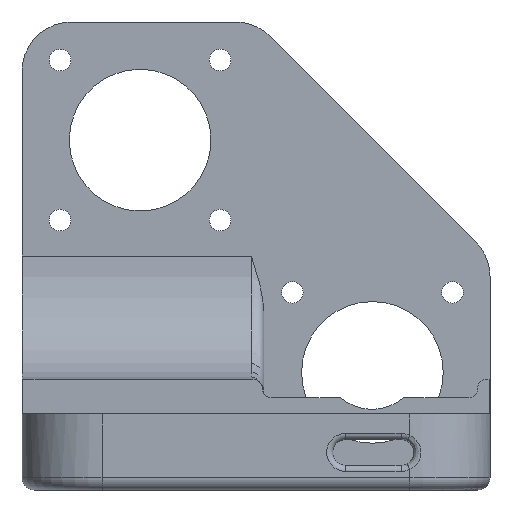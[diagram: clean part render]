
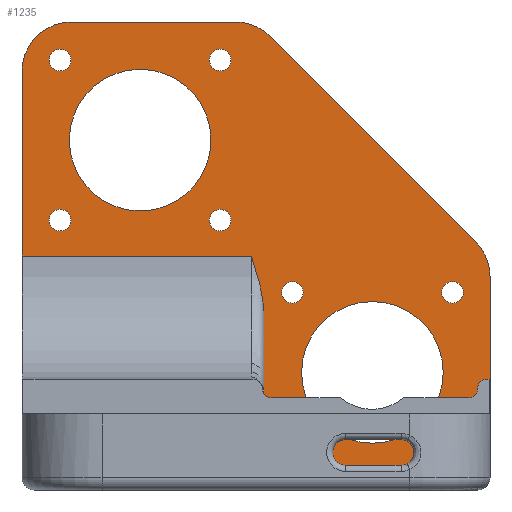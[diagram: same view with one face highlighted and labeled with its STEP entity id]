
A CAD part, front view. The second image highlights one B-rep face of the part: STEP entity #1235.
In plain terms, the highlighted planar face has unit normal (0, -1, 0).
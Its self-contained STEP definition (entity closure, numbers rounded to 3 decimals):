
#75=FACE_BOUND('',#338,.T.);
#76=FACE_BOUND('',#339,.T.);
#77=FACE_BOUND('',#340,.T.);
#78=FACE_BOUND('',#341,.T.);
#79=FACE_BOUND('',#342,.T.);
#80=FACE_BOUND('',#343,.T.);
#81=FACE_BOUND('',#344,.T.);
#82=FACE_BOUND('',#345,.T.);
#83=FACE_BOUND('',#346,.T.);
#84=FACE_BOUND('',#347,.T.);
#142=CIRCLE('',#1312,2.);
#169=CIRCLE('',#1359,8.);
#170=CIRCLE('',#1362,8.);
#171=CIRCLE('',#1363,8.);
#172=CIRCLE('',#1364,1.75);
#173=CIRCLE('',#1365,1.75);
#174=CIRCLE('',#1366,1.75);
#175=CIRCLE('',#1367,1.75);
#176=CIRCLE('',#1368,1.75);
#177=CIRCLE('',#1369,1.75);
#178=CIRCLE('',#1370,1.75);
#179=CIRCLE('',#1371,1.75);
#180=CIRCLE('',#1372,11.5);
#181=CIRCLE('',#1373,11.5);
#273=FACE_OUTER_BOUND('',#337,.T.);
#337=EDGE_LOOP('',(#991,#992,#993,#994,#995,#996,#997,#998,#999,#1000,#1001,
#1002,#1003));
#338=EDGE_LOOP('',(#1004));
#339=EDGE_LOOP('',(#1005));
#340=EDGE_LOOP('',(#1006));
#341=EDGE_LOOP('',(#1007));
#342=EDGE_LOOP('',(#1008));
#343=EDGE_LOOP('',(#1009));
#344=EDGE_LOOP('',(#1010));
#345=EDGE_LOOP('',(#1011));
#346=EDGE_LOOP('',(#1012));
#347=EDGE_LOOP('',(#1013));
#394=LINE('',#1896,#478);
#410=LINE('',#1971,#494);
#424=LINE('',#2022,#508);
#437=LINE('',#2132,#521);
#440=LINE('',#2139,#524);
#441=LINE('',#2143,#525);
#442=LINE('',#2145,#526);
#443=LINE('',#2151,#527);
#478=VECTOR('',#1466,10.);
#494=VECTOR('',#1516,10.);
#508=VECTOR('',#1568,10.);
#521=VECTOR('',#1645,10.);
#524=VECTOR('',#1652,10.);
#525=VECTOR('',#1655,10.);
#526=VECTOR('',#1656,10.);
#527=VECTOR('',#1657,10.);
#565=B_SPLINE_CURVE_WITH_KNOTS('',3,(#2147,#2148,#2149,#2150),
 .UNSPECIFIED.,.F.,.F.,(4,4),(0.,0.889),.UNSPECIFIED.);
#568=VERTEX_POINT('',#1893);
#569=VERTEX_POINT('',#1895);
#594=VERTEX_POINT('',#1970);
#597=VERTEX_POINT('',#1978);
#612=VERTEX_POINT('',#2021);
#626=VERTEX_POINT('',#2125);
#627=VERTEX_POINT('',#2127);
#628=VERTEX_POINT('',#2131);
#630=VERTEX_POINT('',#2138);
#631=VERTEX_POINT('',#2140);
#632=VERTEX_POINT('',#2142);
#633=VERTEX_POINT('',#2144);
#634=VERTEX_POINT('',#2146);
#635=VERTEX_POINT('',#2152);
#636=VERTEX_POINT('',#2154);
#637=VERTEX_POINT('',#2156);
#638=VERTEX_POINT('',#2158);
#639=VERTEX_POINT('',#2160);
#640=VERTEX_POINT('',#2162);
#641=VERTEX_POINT('',#2164);
#642=VERTEX_POINT('',#2166);
#643=VERTEX_POINT('',#2168);
#644=VERTEX_POINT('',#2170);
#676=EDGE_CURVE('',#569,#568,#394,.T.);
#706=EDGE_CURVE('',#594,#569,#410,.T.);
#711=EDGE_CURVE('',#597,#568,#142,.T.);
#732=EDGE_CURVE('',#612,#597,#424,.T.);
#761=EDGE_CURVE('',#626,#627,#169,.T.);
#763=EDGE_CURVE('',#627,#628,#437,.T.);
#766=EDGE_CURVE('',#628,#612,#170,.T.);
#767=EDGE_CURVE('',#630,#626,#440,.T.);
#768=EDGE_CURVE('',#631,#630,#171,.T.);
#769=EDGE_CURVE('',#632,#631,#441,.T.);
#770=EDGE_CURVE('',#633,#632,#442,.T.);
#771=EDGE_CURVE('',#634,#633,#565,.F.);
#772=EDGE_CURVE('',#634,#594,#443,.T.);
#773=EDGE_CURVE('',#635,#635,#172,.T.);
#774=EDGE_CURVE('',#636,#636,#173,.T.);
#775=EDGE_CURVE('',#637,#637,#174,.T.);
#776=EDGE_CURVE('',#638,#638,#175,.T.);
#777=EDGE_CURVE('',#639,#639,#176,.T.);
#778=EDGE_CURVE('',#640,#640,#177,.T.);
#779=EDGE_CURVE('',#641,#641,#178,.T.);
#780=EDGE_CURVE('',#642,#642,#179,.T.);
#781=EDGE_CURVE('',#643,#643,#180,.T.);
#782=EDGE_CURVE('',#644,#644,#181,.T.);
#991=ORIENTED_EDGE('',*,*,#732,.F.);
#992=ORIENTED_EDGE('',*,*,#766,.F.);
#993=ORIENTED_EDGE('',*,*,#763,.F.);
#994=ORIENTED_EDGE('',*,*,#761,.F.);
#995=ORIENTED_EDGE('',*,*,#767,.F.);
#996=ORIENTED_EDGE('',*,*,#768,.F.);
#997=ORIENTED_EDGE('',*,*,#769,.F.);
#998=ORIENTED_EDGE('',*,*,#770,.F.);
#999=ORIENTED_EDGE('',*,*,#771,.F.);
#1000=ORIENTED_EDGE('',*,*,#772,.T.);
#1001=ORIENTED_EDGE('',*,*,#706,.T.);
#1002=ORIENTED_EDGE('',*,*,#676,.T.);
#1003=ORIENTED_EDGE('',*,*,#711,.F.);
#1004=ORIENTED_EDGE('',*,*,#773,.F.);
#1005=ORIENTED_EDGE('',*,*,#774,.F.);
#1006=ORIENTED_EDGE('',*,*,#775,.F.);
#1007=ORIENTED_EDGE('',*,*,#776,.F.);
#1008=ORIENTED_EDGE('',*,*,#777,.F.);
#1009=ORIENTED_EDGE('',*,*,#778,.F.);
#1010=ORIENTED_EDGE('',*,*,#779,.F.);
#1011=ORIENTED_EDGE('',*,*,#780,.F.);
#1012=ORIENTED_EDGE('',*,*,#781,.F.);
#1013=ORIENTED_EDGE('',*,*,#782,.F.);
#1193=PLANE('',#1361);
#1235=ADVANCED_FACE('',(#273,#75,#76,#77,#78,#79,#80,#81,#82,#83,#84),#1193,
 .F.);
#1312=AXIS2_PLACEMENT_3D('',#1980,#1524,#1525);
#1359=AXIS2_PLACEMENT_3D('',#2128,#1640,#1641);
#1361=AXIS2_PLACEMENT_3D('',#2136,#1648,#1649);
#1362=AXIS2_PLACEMENT_3D('',#2137,#1650,#1651);
#1363=AXIS2_PLACEMENT_3D('',#2141,#1653,#1654);
#1364=AXIS2_PLACEMENT_3D('',#2153,#1658,#1659);
#1365=AXIS2_PLACEMENT_3D('',#2155,#1660,#1661);
#1366=AXIS2_PLACEMENT_3D('',#2157,#1662,#1663);
#1367=AXIS2_PLACEMENT_3D('',#2159,#1664,#1665);
#1368=AXIS2_PLACEMENT_3D('',#2161,#1666,#1667);
#1369=AXIS2_PLACEMENT_3D('',#2163,#1668,#1669);
#1370=AXIS2_PLACEMENT_3D('',#2165,#1670,#1671);
#1371=AXIS2_PLACEMENT_3D('',#2167,#1672,#1673);
#1372=AXIS2_PLACEMENT_3D('',#2169,#1674,#1675);
#1373=AXIS2_PLACEMENT_3D('',#2171,#1676,#1677);
#1466=DIRECTION('',(0.,0.,-1.));
#1516=DIRECTION('',(1.,0.,0.));
#1524=DIRECTION('center_axis',(0.,1.,0.));
#1525=DIRECTION('ref_axis',(0.707,0.,-0.707));
#1568=DIRECTION('',(0.,0.,-1.));
#1640=DIRECTION('center_axis',(0.,1.,0.));
#1641=DIRECTION('ref_axis',(0.383,0.,0.924));
#1645=DIRECTION('',(0.707,0.,-0.707));
#1648=DIRECTION('center_axis',(0.,1.,0.));
#1649=DIRECTION('ref_axis',(0.,0.,1.));
#1650=DIRECTION('center_axis',(0.,1.,0.));
#1651=DIRECTION('ref_axis',(0.924,0.,0.383));
#1652=DIRECTION('',(1.,0.,0.));
#1653=DIRECTION('center_axis',(0.,1.,0.));
#1654=DIRECTION('ref_axis',(-0.707,0.,0.707));
#1655=DIRECTION('',(0.,0.,1.));
#1656=DIRECTION('',(-1.,0.,0.));
#1657=DIRECTION('',(0.,0.,-1.));
#1658=DIRECTION('center_axis',(0.,-1.,0.));
#1659=DIRECTION('ref_axis',(1.,0.,0.));
#1660=DIRECTION('center_axis',(0.,-1.,0.));
#1661=DIRECTION('ref_axis',(1.,0.,0.));
#1662=DIRECTION('center_axis',(0.,-1.,0.));
#1663=DIRECTION('ref_axis',(1.,0.,0.));
#1664=DIRECTION('center_axis',(0.,-1.,0.));
#1665=DIRECTION('ref_axis',(1.,0.,0.));
#1666=DIRECTION('center_axis',(0.,-1.,0.));
#1667=DIRECTION('ref_axis',(1.,0.,0.));
#1668=DIRECTION('center_axis',(0.,-1.,0.));
#1669=DIRECTION('ref_axis',(1.,0.,0.));
#1670=DIRECTION('center_axis',(0.,-1.,0.));
#1671=DIRECTION('ref_axis',(1.,0.,0.));
#1672=DIRECTION('center_axis',(0.,-1.,0.));
#1673=DIRECTION('ref_axis',(1.,0.,0.));
#1674=DIRECTION('center_axis',(0.,-1.,0.));
#1675=DIRECTION('ref_axis',(1.,0.,0.));
#1676=DIRECTION('center_axis',(0.,-1.,0.));
#1677=DIRECTION('ref_axis',(1.,0.,0.));
#1893=CARTESIAN_POINT('',(23.78,0.,-12.972));
#1895=CARTESIAN_POINT('',(23.78,0.,-11.554));
#1896=CARTESIAN_POINT('',(23.78,0.,5.));
#1970=CARTESIAN_POINT('',(-11.3,0.,-11.554));
#1971=CARTESIAN_POINT('',(5.723,0.,-11.554));
#1978=CARTESIAN_POINT('',(25.446,0.,-11.));
#1980=CARTESIAN_POINT('Origin',(23.446,0.,-11.));
#2021=CARTESIAN_POINT('',(25.446,0.,21.686));
#2022=CARTESIAN_POINT('',(25.446,0.,15.));
#2125=CARTESIAN_POINT('',(-15.868,0.,63.));
#2127=CARTESIAN_POINT('',(-10.211,0.,60.657));
#2128=CARTESIAN_POINT('Origin',(-15.868,0.,55.));
#2131=CARTESIAN_POINT('',(23.103,0.,27.343));
#2132=CARTESIAN_POINT('',(-12.554,0.,63.));
#2136=CARTESIAN_POINT('Origin',(-12.554,0.,25.));
#2137=CARTESIAN_POINT('Origin',(17.446,0.,21.686));
#2138=CARTESIAN_POINT('',(-42.554,0.,63.));
#2139=CARTESIAN_POINT('',(-50.554,0.,63.));
#2140=CARTESIAN_POINT('',(-50.554,0.,55.));
#2141=CARTESIAN_POINT('Origin',(-42.554,0.,55.));
#2142=CARTESIAN_POINT('',(-50.554,0.,25.));
#2143=CARTESIAN_POINT('',(-50.554,0.,-13.));
#2144=CARTESIAN_POINT('',(-13.3,0.,25.));
#2145=CARTESIAN_POINT('',(-11.927,0.,25.));
#2146=CARTESIAN_POINT('',(-11.3,0.,15.835));
#2147=CARTESIAN_POINT('Ctrl Pts',(-13.3,0.,25.));
#2148=CARTESIAN_POINT('Ctrl Pts',(-12.407,0.,22.175));
#2149=CARTESIAN_POINT('Ctrl Pts',(-11.3,0.,18.797));
#2150=CARTESIAN_POINT('Ctrl Pts',(-11.3,0.,15.835));
#2151=CARTESIAN_POINT('',(-11.3,0.,6.723));
#2152=CARTESIAN_POINT('',(-20.119,0.,30.815));
#2153=CARTESIAN_POINT('Origin',(-18.369,0.,30.815));
#2154=CARTESIAN_POINT('',(-46.119,0.,30.815));
#2155=CARTESIAN_POINT('Origin',(-44.369,0.,30.815));
#2156=CARTESIAN_POINT('',(-20.119,0.,56.815));
#2157=CARTESIAN_POINT('Origin',(-18.369,0.,56.815));
#2158=CARTESIAN_POINT('',(-8.4,0.,19.096));
#2159=CARTESIAN_POINT('Origin',(-6.65,0.,19.096));
#2160=CARTESIAN_POINT('',(-8.954,0.,-6.904));
#2161=CARTESIAN_POINT('Origin',(-7.204,0.,-6.904));
#2162=CARTESIAN_POINT('',(-46.119,0.,56.815));
#2163=CARTESIAN_POINT('Origin',(-44.369,0.,56.815));
#2164=CARTESIAN_POINT('',(17.6,0.,-6.904));
#2165=CARTESIAN_POINT('Origin',(19.35,0.,-6.904));
#2166=CARTESIAN_POINT('',(17.6,0.,19.096));
#2167=CARTESIAN_POINT('Origin',(19.35,0.,19.096));
#2168=CARTESIAN_POINT('',(-5.15,0.,6.096));
#2169=CARTESIAN_POINT('Origin',(6.35,0.,6.096));
#2170=CARTESIAN_POINT('',(-42.869,0.,43.815));
#2171=CARTESIAN_POINT('Origin',(-31.369,0.,43.815));
